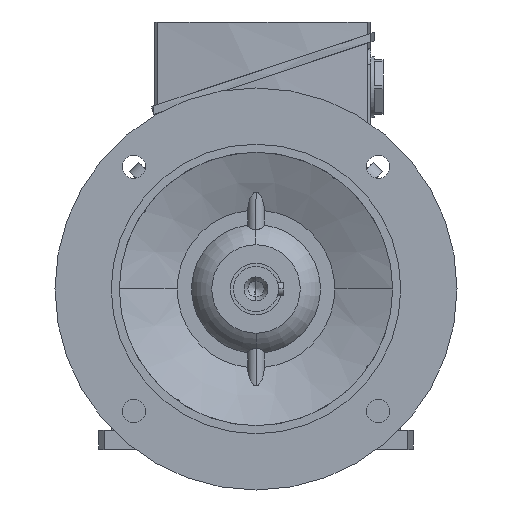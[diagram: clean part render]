
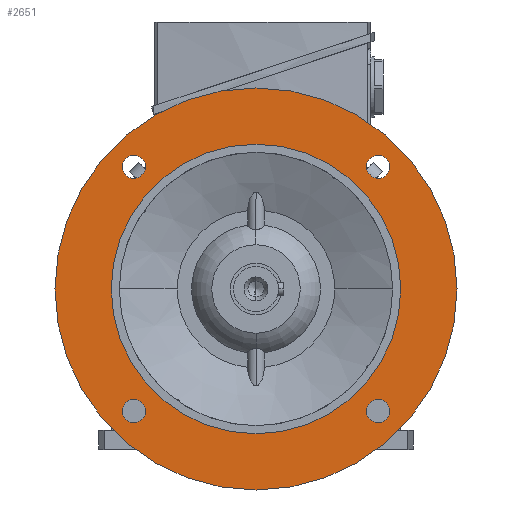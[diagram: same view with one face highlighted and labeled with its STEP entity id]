
A CAD part, left-side view. The second image highlights one B-rep face of the part: STEP entity #2651.
In plain terms, the highlighted planar face has unit normal (-1, 0, 0).
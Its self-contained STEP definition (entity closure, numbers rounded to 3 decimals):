
#2651=ADVANCED_FACE('',(#5523,#5524,#5525,#5526,#5527,#5528),#5529,.T.);
#5523=FACE_BOUND('',#8599,.T.);
#5524=FACE_BOUND('',#8600,.T.);
#5525=FACE_BOUND('',#8601,.T.);
#5526=FACE_BOUND('',#8602,.T.);
#5527=FACE_OUTER_BOUND('',#8603,.T.);
#5528=FACE_BOUND('',#8604,.T.);
#5529=PLANE('',#8605);
#8599=EDGE_LOOP('',(#16741,#16742));
#8600=EDGE_LOOP('',(#16743,#16744));
#8601=EDGE_LOOP('',(#16745,#16746));
#8602=EDGE_LOOP('',(#16747,#16748));
#8603=EDGE_LOOP('',(#16749,#16750));
#8604=EDGE_LOOP('',(#16751,#16752));
#8605=AXIS2_PLACEMENT_3D('',#16753,#16754,#16755);
#16741=ORIENTED_EDGE('',*,*,#22030,.T.);
#16742=ORIENTED_EDGE('',*,*,#18916,.T.);
#16743=ORIENTED_EDGE('',*,*,#22031,.T.);
#16744=ORIENTED_EDGE('',*,*,#18921,.T.);
#16745=ORIENTED_EDGE('',*,*,#22032,.T.);
#16746=ORIENTED_EDGE('',*,*,#18926,.T.);
#16747=ORIENTED_EDGE('',*,*,#22033,.T.);
#16748=ORIENTED_EDGE('',*,*,#18931,.T.);
#16749=ORIENTED_EDGE('',*,*,#18941,.F.);
#16750=ORIENTED_EDGE('',*,*,#22034,.F.);
#16751=ORIENTED_EDGE('',*,*,#19014,.T.);
#16752=ORIENTED_EDGE('',*,*,#21094,.T.);
#16753=CARTESIAN_POINT('',(-40.5,107.5,0.0));
#16754=DIRECTION('',(-1.0,0.0,0.0));
#16755=DIRECTION('',(0.0,-1.0,0.0));
#18916=EDGE_CURVE('',#22817,#22814,#22818,.T.);
#18921=EDGE_CURVE('',#22826,#22823,#22827,.T.);
#18926=EDGE_CURVE('',#22835,#22832,#22836,.T.);
#18931=EDGE_CURVE('',#22844,#22841,#22845,.T.);
#18941=EDGE_CURVE('',#22859,#22862,#22863,.T.);
#19014=EDGE_CURVE('',#22989,#22993,#22995,.T.);
#21094=EDGE_CURVE('',#22993,#22989,#26168,.T.);
#22030=EDGE_CURVE('',#22814,#22817,#27511,.T.);
#22031=EDGE_CURVE('',#22823,#22826,#27512,.T.);
#22032=EDGE_CURVE('',#22832,#22835,#27513,.T.);
#22033=EDGE_CURVE('',#22841,#22844,#27514,.T.);
#22034=EDGE_CURVE('',#22862,#22859,#27515,.T.);
#22814=VERTEX_POINT('',#28558);
#22817=VERTEX_POINT('',#28562);
#22818=CIRCLE('',#28563,7.25);
#22823=VERTEX_POINT('',#28569);
#22826=VERTEX_POINT('',#28573);
#22827=CIRCLE('',#28574,7.25);
#22832=VERTEX_POINT('',#28580);
#22835=VERTEX_POINT('',#28584);
#22836=CIRCLE('',#28585,7.25);
#22841=VERTEX_POINT('',#28591);
#22844=VERTEX_POINT('',#28595);
#22845=CIRCLE('',#28596,7.25);
#22859=VERTEX_POINT('',#28620);
#22862=VERTEX_POINT('',#28624);
#22863=CIRCLE('',#28625,125.0);
#22989=VERTEX_POINT('',#28982);
#22993=VERTEX_POINT('',#28987);
#22995=CIRCLE('',#28990,90.0);
#26168=CIRCLE('',#35929,90.0);
#27511=CIRCLE('',#39485,7.25);
#27512=CIRCLE('',#39486,7.25);
#27513=CIRCLE('',#39487,7.25);
#27514=CIRCLE('',#39488,7.25);
#27515=CIRCLE('',#39489,125.0);
#28558=CARTESIAN_POINT('',(-40.5,-81.141,-81.141));
#28562=CARTESIAN_POINT('',(-40.5,-70.887,-70.887));
#28563=AXIS2_PLACEMENT_3D('',#41349,#41350,#41351);
#28569=CARTESIAN_POINT('',(-40.5,81.141,-81.141));
#28573=CARTESIAN_POINT('',(-40.5,70.887,-70.887));
#28574=AXIS2_PLACEMENT_3D('',#41357,#41358,#41359);
#28580=CARTESIAN_POINT('',(-40.5,81.141,81.141));
#28584=CARTESIAN_POINT('',(-40.5,70.887,70.887));
#28585=AXIS2_PLACEMENT_3D('',#41365,#41366,#41367);
#28591=CARTESIAN_POINT('',(-40.5,-81.141,81.141));
#28595=CARTESIAN_POINT('',(-40.5,-70.887,70.887));
#28596=AXIS2_PLACEMENT_3D('',#41373,#41374,#41375);
#28620=CARTESIAN_POINT('',(-40.5,125.0,0.0));
#28624=CARTESIAN_POINT('',(-40.5,-125.0,0.));
#28625=AXIS2_PLACEMENT_3D('',#41390,#41391,#41392);
#28982=CARTESIAN_POINT('',(-40.5,90.0,0.0));
#28987=CARTESIAN_POINT('',(-40.5,-90.0,0.));
#28990=AXIS2_PLACEMENT_3D('',#41500,#41501,#41502);
#35929=AXIS2_PLACEMENT_3D('',#43673,#43674,#43675);
#39485=AXIS2_PLACEMENT_3D('',#44521,#44522,#44523);
#39486=AXIS2_PLACEMENT_3D('',#44524,#44525,#44526);
#39487=AXIS2_PLACEMENT_3D('',#44527,#44528,#44529);
#39488=AXIS2_PLACEMENT_3D('',#44530,#44531,#44532);
#39489=AXIS2_PLACEMENT_3D('',#44533,#44534,#44535);
#41349=CARTESIAN_POINT('',(-40.5,-76.014,-76.014));
#41350=DIRECTION('',(1.0,0.0,0.0));
#41351=DIRECTION('',(0.0,-0.707,-0.707));
#41357=CARTESIAN_POINT('',(-40.5,76.014,-76.014));
#41358=DIRECTION('',(1.0,-0.0,0.0));
#41359=DIRECTION('',(0.0,0.707,-0.707));
#41365=CARTESIAN_POINT('',(-40.5,76.014,76.014));
#41366=DIRECTION('',(1.0,0.0,-0.0));
#41367=DIRECTION('',(0.0,0.707,0.707));
#41373=CARTESIAN_POINT('',(-40.5,-76.014,76.014));
#41374=DIRECTION('',(1.0,0.0,-0.0));
#41375=DIRECTION('',(0.0,-0.707,0.707));
#41390=CARTESIAN_POINT('',(-40.5,0.0,0.0));
#41391=DIRECTION('',(1.0,0.0,0.0));
#41392=DIRECTION('',(0.0,1.0,0.0));
#41500=CARTESIAN_POINT('',(-40.5,0.0,0.0));
#41501=DIRECTION('',(1.0,0.0,0.0));
#41502=DIRECTION('',(0.0,1.0,0.0));
#43673=CARTESIAN_POINT('',(-40.5,0.0,0.0));
#43674=DIRECTION('',(1.0,0.0,0.0));
#43675=DIRECTION('',(0.0,1.0,0.0));
#44521=CARTESIAN_POINT('',(-40.5,-76.014,-76.014));
#44522=DIRECTION('',(1.0,0.0,0.0));
#44523=DIRECTION('',(0.0,-0.707,-0.707));
#44524=CARTESIAN_POINT('',(-40.5,76.014,-76.014));
#44525=DIRECTION('',(1.0,-0.0,0.0));
#44526=DIRECTION('',(0.0,0.707,-0.707));
#44527=CARTESIAN_POINT('',(-40.5,76.014,76.014));
#44528=DIRECTION('',(1.0,0.0,-0.0));
#44529=DIRECTION('',(0.0,0.707,0.707));
#44530=CARTESIAN_POINT('',(-40.5,-76.014,76.014));
#44531=DIRECTION('',(1.0,0.0,-0.0));
#44532=DIRECTION('',(0.0,-0.707,0.707));
#44533=CARTESIAN_POINT('',(-40.5,0.0,0.0));
#44534=DIRECTION('',(1.0,0.0,0.0));
#44535=DIRECTION('',(0.0,1.0,0.0));
